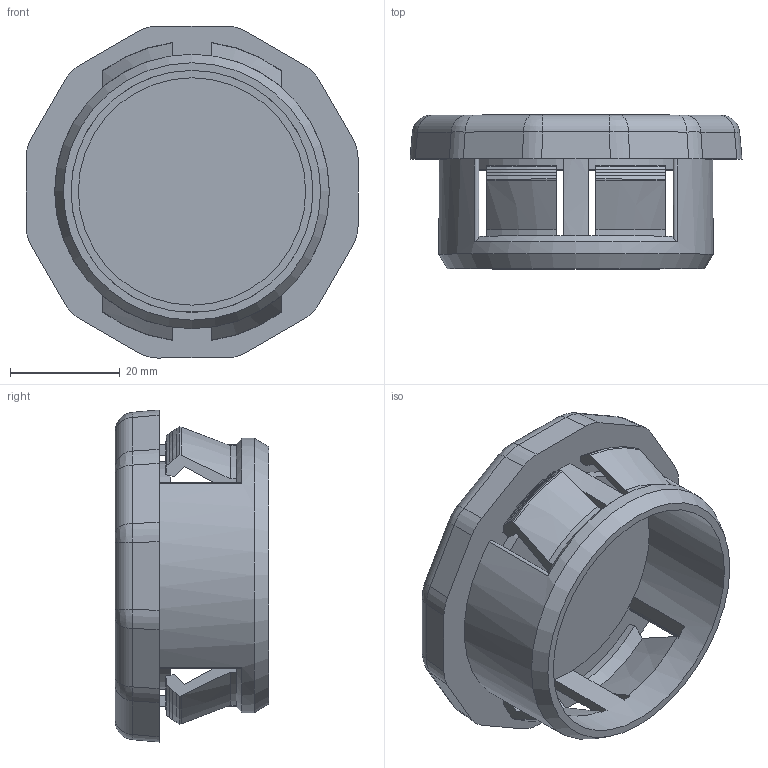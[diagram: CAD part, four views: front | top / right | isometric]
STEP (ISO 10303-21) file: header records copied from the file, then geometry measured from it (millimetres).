
FILE_DESCRIPTION(/* description */ (''),/* implementation_level */ '2;1');
FILE_NAME(/* name */ '28939_5_KES_R_FDA_M50_19.stp',/* time_stamp */ '2024-12-09T07:50:10+01:00',/* author */ (''),/* organization */ (''),/* preprocessor_version */ 'ST-DEVELOPER v19.4',/* originating_system */ 'SIEMENS PLM Software NX2212.9140',/* authorisation */ '');
FILE_SCHEMA (('AUTOMOTIVE_DESIGN { 1 0 10303 214 3 1 1 1 }'));
Length unit declared in the file: millimetre
Products named in the file (1): 28919_6_KES-RM50-19_stp
Bounding box: 60.51 x 28 x 60.51 mm (x, y, z)
Volume: 31616.5 mm3; surface area: 13477 mm2
Topology: 1 solids, 1 shells, 473 faces, 1267 edges, 824 vertices
Faces by surface type: plane 234, cylinder 101, cone 51, sphere 42, bspline 24, extrusion 21
Full cylindrical faces by diameter (mm): 41.43 x1, 44.103 x1, 50 x1
Entity records: 15211 total; most frequent: CARTESIAN_POINT 4145, ORIENTED_EDGE 2330, DIRECTION 2157, EDGE_CURVE 1165, VERTEX_POINT 765, AXIS2_PLACEMENT_3D 748, VECTOR 661, LINE 640
